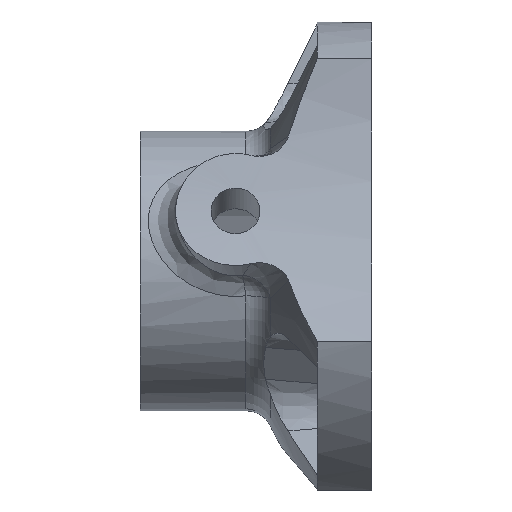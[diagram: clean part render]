
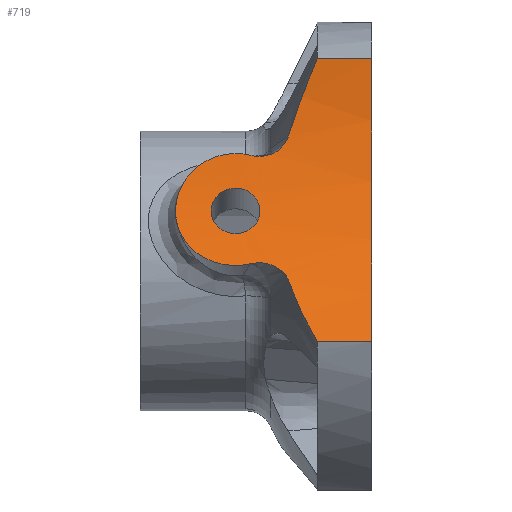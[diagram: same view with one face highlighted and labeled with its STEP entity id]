
A CAD part, front view. The second image highlights one B-rep face of the part: STEP entity #719.
In plain terms, the highlighted cylindrical face has radius 22.711 mm (diameter 45.421 mm), a partial arc.
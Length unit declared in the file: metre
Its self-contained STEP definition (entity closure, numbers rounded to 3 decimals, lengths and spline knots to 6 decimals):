
#40=LINE('',#1251,#67);
#41=LINE('',#1254,#68);
#67=VECTOR('',#893,1.);
#68=VECTOR('',#898,1.);
#116=CIRCLE('',#794,0.022711);
#219=ORIENTED_EDGE('',*,*,#416,.T.);
#220=ORIENTED_EDGE('',*,*,#378,.T.);
#221=ORIENTED_EDGE('',*,*,#398,.F.);
#222=ORIENTED_EDGE('',*,*,#408,.F.);
#223=ORIENTED_EDGE('',*,*,#400,.T.);
#224=ORIENTED_EDGE('',*,*,#362,.T.);
#225=ORIENTED_EDGE('',*,*,#417,.T.);
#226=ORIENTED_EDGE('',*,*,#418,.F.);
#227=ORIENTED_EDGE('',*,*,#357,.F.);
#228=ORIENTED_EDGE('',*,*,#415,.T.);
#357=EDGE_CURVE('',#463,#464,#533,.T.);
#362=EDGE_CURVE('',#469,#468,#537,.T.);
#378=EDGE_CURVE('',#483,#484,#547,.T.);
#398=EDGE_CURVE('',#500,#484,#40,.T.);
#400=EDGE_CURVE('',#501,#469,#41,.T.);
#408=EDGE_CURVE('',#501,#500,#116,.F.);
#415=EDGE_CURVE('',#510,#510,#557,.T.);
#416=EDGE_CURVE('',#463,#483,#558,.T.);
#417=EDGE_CURVE('',#468,#511,#559,.T.);
#418=EDGE_CURVE('',#464,#511,#560,.T.);
#463=VERTEX_POINT('',#1045);
#464=VERTEX_POINT('',#1046);
#468=VERTEX_POINT('',#1067);
#469=VERTEX_POINT('',#1072);
#483=VERTEX_POINT('',#1182);
#484=VERTEX_POINT('',#1183);
#500=VERTEX_POINT('',#1250);
#501=VERTEX_POINT('',#1255);
#510=VERTEX_POINT('',#1304);
#511=VERTEX_POINT('',#1316);
#533=B_SPLINE_CURVE_WITH_KNOTS('',3,(#1039,#1040,#1041,#1042,#1043,#1044),
 .UNSPECIFIED.,.F.,.F.,(4,1,1,4),(0.,0.003185,0.004778,
0.006371),.UNSPECIFIED.);
#537=B_SPLINE_CURVE_WITH_KNOTS('',3,(#1068,#1069,#1070,#1071),
 .UNSPECIFIED.,.F.,.F.,(4,4),(0.,0.004795),
 .UNSPECIFIED.);
#547=B_SPLINE_CURVE_WITH_KNOTS('',3,(#1178,#1179,#1180,#1181),
 .UNSPECIFIED.,.F.,.F.,(4,4),(0.013956,0.018716),
 .UNSPECIFIED.);
#557=B_SPLINE_CURVE_WITH_KNOTS('',3,(#1293,#1294,#1295,#1296,#1297,#1298,
#1299,#1300,#1301,#1302,#1303),.UNSPECIFIED.,.T.,.F.,(1,1,1,1,1,1,1,1,1,
1,1,1,1,1,1),(-0.003336,-0.002224,-0.001112,
0.,0.001112,0.002224,0.003336,0.004448,
0.00556,0.006671,0.007783,0.008895,
0.010007,0.011119,0.012231),.UNSPECIFIED.);
#558=B_SPLINE_CURVE_WITH_KNOTS('',3,(#1306,#1307,#1308,#1309,#1310),
 .UNSPECIFIED.,.F.,.F.,(4,1,4),(0.,0.00136,0.00272),
 .UNSPECIFIED.);
#559=B_SPLINE_CURVE_WITH_KNOTS('',3,(#1311,#1312,#1313,#1314,#1315),
 .UNSPECIFIED.,.F.,.F.,(4,1,4),(0.,0.00136,0.00272),
 .UNSPECIFIED.);
#560=B_SPLINE_CURVE_WITH_KNOTS('',3,(#1317,#1318,#1319,#1320,#1321,#1322),
 .UNSPECIFIED.,.F.,.F.,(4,1,1,4),(0.006371,0.007963,
0.009555,0.01274),.UNSPECIFIED.);
#594=EDGE_LOOP('',(#219,#220,#221,#222,#223,#224,#225,#226,#227));
#595=EDGE_LOOP('',(#228));
#654=FACE_BOUND('',#594,.T.);
#655=FACE_BOUND('',#595,.T.);
#698=CYLINDRICAL_SURFACE('',#803,0.022711);
#719=ADVANCED_FACE('',(#654,#655),#698,.F.);
#794=AXIS2_PLACEMENT_3D('',#1268,#916,#917);
#803=AXIS2_PLACEMENT_3D('',#1305,#934,#935);
#893=DIRECTION('',(-1.,0.,0.));
#898=DIRECTION('',(-1.,0.,0.));
#916=DIRECTION('',(1.,0.,0.));
#917=DIRECTION('',(0.,-0.156,0.988));
#934=DIRECTION('',(-1.,0.,0.));
#935=DIRECTION('',(0.,0.156,-0.988));
#1039=CARTESIAN_POINT('',(0.024276,0.290473,0.121919));
#1040=CARTESIAN_POINT('',(0.023236,0.290335,0.121676));
#1041=CARTESIAN_POINT('',(0.021522,0.29053,0.121984));
#1042=CARTESIAN_POINT('',(0.020135,0.291309,0.123502));
#1043=CARTESIAN_POINT('',(0.019887,0.291728,0.124484));
#1044=CARTESIAN_POINT('',(0.019887,0.291918,0.12498));
#1045=CARTESIAN_POINT('',(0.024276,0.290473,0.121919));
#1046=CARTESIAN_POINT('',(0.019887,0.291918,0.12498));
#1067=CARTESIAN_POINT('',(0.026465,0.293113,0.129354));
#1068=CARTESIAN_POINT('',(0.028142,0.293415,0.133839));
#1069=CARTESIAN_POINT('',(0.027499,0.293462,0.132359));
#1070=CARTESIAN_POINT('',(0.026911,0.293368,0.130873));
#1071=CARTESIAN_POINT('',(0.026465,0.293113,0.129354));
#1072=CARTESIAN_POINT('',(0.028142,0.293415,0.133839));
#1178=CARTESIAN_POINT('',(0.026465,0.289879,0.12093));
#1179=CARTESIAN_POINT('',(0.02691,0.289053,0.119632));
#1180=CARTESIAN_POINT('',(0.027502,0.288123,0.118458));
#1181=CARTESIAN_POINT('',(0.028142,0.287103,0.117394));
#1182=CARTESIAN_POINT('',(0.026465,0.289879,0.12093));
#1183=CARTESIAN_POINT('',(0.028142,0.287103,0.117394));
#1250=CARTESIAN_POINT('',(0.031317,0.287103,0.117394));
#1251=CARTESIAN_POINT('',(0.031319,0.287103,0.117394));
#1254=CARTESIAN_POINT('',(0.031319,0.293415,0.133839));
#1255=CARTESIAN_POINT('',(0.031317,0.293415,0.133839));
#1268=CARTESIAN_POINT('',(0.031317,0.270716,0.133119));
#1293=CARTESIAN_POINT('',(0.022264,0.292297,0.126028));
#1294=CARTESIAN_POINT('',(0.02338,0.292431,0.126472));
#1295=CARTESIAN_POINT('',(0.024494,0.292297,0.126028));
#1296=CARTESIAN_POINT('',(0.024956,0.291929,0.124977));
#1297=CARTESIAN_POINT('',(0.024495,0.291498,0.123948));
#1298=CARTESIAN_POINT('',(0.02338,0.291301,0.123528));
#1299=CARTESIAN_POINT('',(0.022266,0.291498,0.123946));
#1300=CARTESIAN_POINT('',(0.021803,0.291928,0.124974));
#1301=CARTESIAN_POINT('',(0.022264,0.292297,0.126028));
#1302=CARTESIAN_POINT('',(0.02338,0.292431,0.126472));
#1303=CARTESIAN_POINT('',(0.024494,0.292297,0.126028));
#1304=CARTESIAN_POINT('',(0.02338,0.292386,0.126324));
#1305=CARTESIAN_POINT('',(0.031319,0.270716,0.133119));
#1306=CARTESIAN_POINT('',(0.024276,0.290473,0.121919));
#1307=CARTESIAN_POINT('',(0.02472,0.290532,0.122023));
#1308=CARTESIAN_POINT('',(0.025684,0.290485,0.121935));
#1309=CARTESIAN_POINT('',(0.026337,0.290116,0.121304));
#1310=CARTESIAN_POINT('',(0.026465,0.289879,0.12093));
#1311=CARTESIAN_POINT('',(0.026465,0.293113,0.129354));
#1312=CARTESIAN_POINT('',(0.026337,0.293039,0.128918));
#1313=CARTESIAN_POINT('',(0.025685,0.292891,0.128202));
#1314=CARTESIAN_POINT('',(0.02472,0.292867,0.128105));
#1315=CARTESIAN_POINT('',(0.024276,0.292892,0.128221));
#1316=CARTESIAN_POINT('',(0.024276,0.292892,0.128221));
#1317=CARTESIAN_POINT('',(0.019887,0.291918,0.12498));
#1318=CARTESIAN_POINT('',(0.019887,0.292108,0.125475));
#1319=CARTESIAN_POINT('',(0.020135,0.292454,0.126485));
#1320=CARTESIAN_POINT('',(0.021521,0.292891,0.128134));
#1321=CARTESIAN_POINT('',(0.023236,0.292953,0.128494));
#1322=CARTESIAN_POINT('',(0.024276,0.292892,0.128221));
